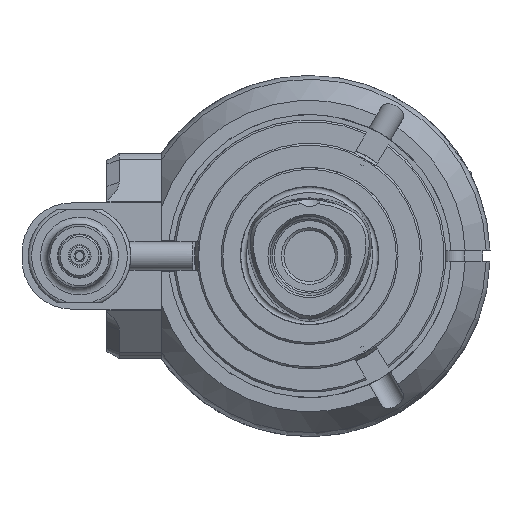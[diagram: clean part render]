
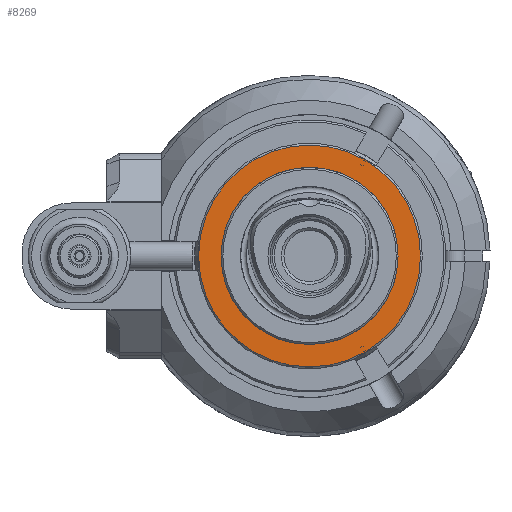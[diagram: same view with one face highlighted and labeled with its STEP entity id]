
A CAD part, left-side view. The second image highlights one B-rep face of the part: STEP entity #8269.
In plain terms, the highlighted planar face has unit normal (-1, 0, 0).
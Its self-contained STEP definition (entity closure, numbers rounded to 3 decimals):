
#107=FACE_BOUND('',#1229,.T.);
#325=PLANE('',#8923);
#707=FACE_OUTER_BOUND('',#1228,.T.);
#1228=EDGE_LOOP('',(#6133));
#1229=EDGE_LOOP('',(#6134));
#1789=CIRCLE('',#8922,23.);
#1790=CIRCLE('',#8924,31.35);
#3659=VERTEX_POINT('',#23073);
#3660=VERTEX_POINT('',#23077);
#4597=EDGE_CURVE('',#3659,#3659,#1789,.T.);
#4598=EDGE_CURVE('',#3660,#3660,#1790,.T.);
#6133=ORIENTED_EDGE('',*,*,#4598,.T.);
#6134=ORIENTED_EDGE('',*,*,#4597,.T.);
#8269=ADVANCED_FACE('',(#707,#107),#325,.T.);
#8922=AXIS2_PLACEMENT_3D('',#23075,#10130,#10131);
#8923=AXIS2_PLACEMENT_3D('',#23076,#10132,#10133);
#8924=AXIS2_PLACEMENT_3D('',#23078,#10134,#10135);
#10130=DIRECTION('center_axis',(1.,0.,0.));
#10131=DIRECTION('ref_axis',(0.,0.,-1.));
#10132=DIRECTION('center_axis',(-1.,0.,0.));
#10133=DIRECTION('ref_axis',(0.,0.,-1.));
#10134=DIRECTION('center_axis',(-1.,0.,0.));
#10135=DIRECTION('ref_axis',(0.,1.,0.));
#23073=CARTESIAN_POINT('',(-39.5,0.,23.));
#23075=CARTESIAN_POINT('Origin',(-39.5,0.,0.));
#23076=CARTESIAN_POINT('Origin',(-39.5,0.,0.));
#23077=CARTESIAN_POINT('',(-39.5,-31.35,0.));
#23078=CARTESIAN_POINT('Origin',(-39.5,0.,0.));
